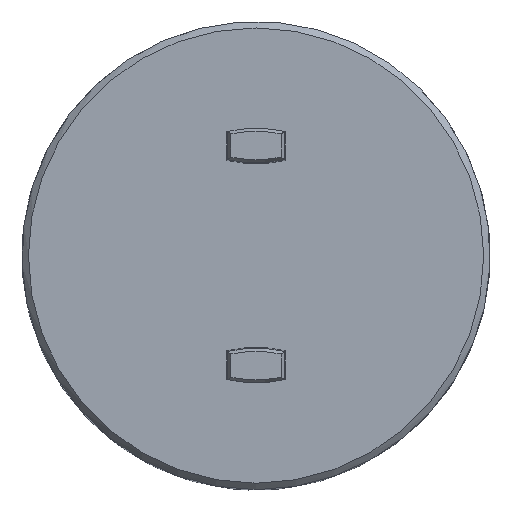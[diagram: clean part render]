
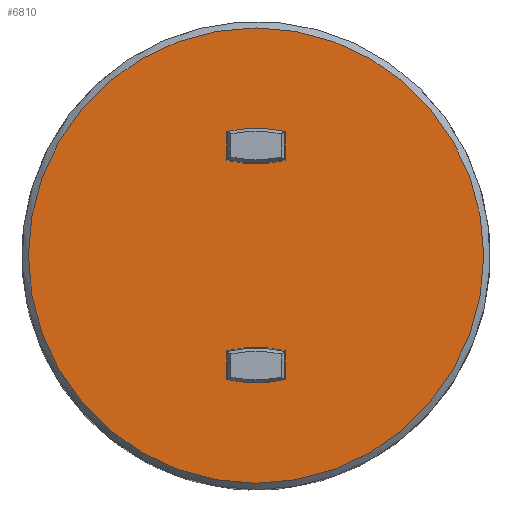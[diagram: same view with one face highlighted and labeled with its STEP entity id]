
A CAD part, top view. The second image highlights one B-rep face of the part: STEP entity #6810.
In plain terms, the highlighted planar face has unit normal (0, 0, 1).
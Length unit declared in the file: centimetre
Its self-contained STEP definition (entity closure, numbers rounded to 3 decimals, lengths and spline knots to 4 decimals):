
#71=LINE($,#9401,#995);
#72=LINE($,#9405,#996);
#73=LINE($,#9409,#997);
#74=LINE($,#9413,#998);
#995=VECTOR($,#7620,0.1119);
#996=VECTOR($,#7623,0.1119);
#997=VECTOR($,#7626,0.1119);
#998=VECTOR($,#7629,0.1119);
#1919=PLANE($,#7185);
#2260=FACE_BOUND($,#2661,.T.);
#2261=FACE_BOUND($,#2662,.T.);
#2262=FACE_BOUND($,#2663,.T.);
#2661=EDGE_LOOP($,(#4788,#4789,#4790,#4791));
#2662=EDGE_LOOP($,(#4792,#4793,#4794,#4795));
#2663=EDGE_LOOP($,(#4796));
#3060=CIRCLE($,#7184,0.885);
#3061=CIRCLE($,#7186,0.495);
#3062=CIRCLE($,#7187,0.4837);
#3063=CIRCLE($,#7188,0.4837);
#3064=CIRCLE($,#7189,0.495);
#3109=VERTEX_POINT($,#9396);
#3110=VERTEX_POINT($,#9399);
#3111=VERTEX_POINT($,#9400);
#3112=VERTEX_POINT($,#9402);
#3113=VERTEX_POINT($,#9404);
#3114=VERTEX_POINT($,#9407);
#3115=VERTEX_POINT($,#9408);
#3116=VERTEX_POINT($,#9410);
#3117=VERTEX_POINT($,#9412);
#3779=EDGE_CURVE($,#3109,#3109,#3060,.T.);
#3780=EDGE_CURVE($,#3110,#3111,#71,.T.);
#3781=EDGE_CURVE($,#3112,#3110,#3061,.T.);
#3782=EDGE_CURVE($,#3113,#3112,#72,.T.);
#3783=EDGE_CURVE($,#3111,#3113,#3062,.T.);
#3784=EDGE_CURVE($,#3114,#3115,#73,.T.);
#3785=EDGE_CURVE($,#3116,#3114,#3063,.T.);
#3786=EDGE_CURVE($,#3117,#3116,#74,.T.);
#3787=EDGE_CURVE($,#3115,#3117,#3064,.T.);
#4788=ORIENTED_EDGE($,*,*,#3780,.F.);
#4789=ORIENTED_EDGE($,*,*,#3781,.F.);
#4790=ORIENTED_EDGE($,*,*,#3782,.F.);
#4791=ORIENTED_EDGE($,*,*,#3783,.F.);
#4792=ORIENTED_EDGE($,*,*,#3784,.F.);
#4793=ORIENTED_EDGE($,*,*,#3785,.F.);
#4794=ORIENTED_EDGE($,*,*,#3786,.F.);
#4795=ORIENTED_EDGE($,*,*,#3787,.F.);
#4796=ORIENTED_EDGE($,*,*,#3779,.F.);
#6810=ADVANCED_FACE($,(#2260,#2261,#2262),#1919,.F.);
#7184=AXIS2_PLACEMENT_3D($,#9397,#7616,#7617);
#7185=AXIS2_PLACEMENT_3D($,#9398,#7618,#7619);
#7186=AXIS2_PLACEMENT_3D($,#9403,#7621,#7622);
#7187=AXIS2_PLACEMENT_3D($,#9406,#7624,#7625);
#7188=AXIS2_PLACEMENT_3D($,#9411,#7627,#7628);
#7189=AXIS2_PLACEMENT_3D($,#9414,#7630,#7631);
#7616=DIRECTION('center_axis',(0.,0.,
-1.));
#7617=DIRECTION('ref_axis',(0.,1.,0.));
#7618=DIRECTION('center_axis',(0.,0.,
-1.));
#7619=DIRECTION('ref_axis',(0.,-1.,0.));
#7620=DIRECTION($,(0.,1.,0.));
#7621=DIRECTION('center_axis',(0.,0.,
1.));
#7622=DIRECTION('ref_axis',(-0.253,-0.968,0.));
#7623=DIRECTION($,(0.,-1.,0.));
#7624=DIRECTION('center_axis',(0.,0.,
1.));
#7625=DIRECTION('ref_axis',(0.253,0.968,0.));
#7626=DIRECTION($,(0.,1.,0.));
#7627=DIRECTION('center_axis',(0.,0.,
1.));
#7628=DIRECTION('ref_axis',(-0.253,-0.968,0.));
#7629=DIRECTION($,(0.,-1.,0.));
#7630=DIRECTION('center_axis',(0.,0.,
1.));
#7631=DIRECTION('ref_axis',(0.253,0.968,0.));
#9396=CARTESIAN_POINT('',(0.,-0.885,-0.4282));
#9397=CARTESIAN_POINT('Origin',(0.,0.,
-0.4282));
#9398=CARTESIAN_POINT('Origin',(0.,0.,
-0.4282));
#9399=CARTESIAN_POINT('',(0.1137,-0.4818,-0.4282));
#9400=CARTESIAN_POINT('',(0.1137,-0.3699,-0.4282));
#9401=CARTESIAN_POINT($,(0.1137,-0.1805,-0.4282));
#9402=CARTESIAN_POINT('',(-0.1137,-0.4818,-0.4282));
#9403=CARTESIAN_POINT('Origin',(0.,0.,
-0.4282));
#9404=CARTESIAN_POINT('',(-0.1137,-0.3699,-0.4282));
#9405=CARTESIAN_POINT($,(-0.1137,-0.2395,-0.4282));
#9406=CARTESIAN_POINT('Origin',(0.,-0.84,
-0.4282));
#9407=CARTESIAN_POINT('',(0.1137,0.3699,-0.4282));
#9408=CARTESIAN_POINT('',(0.1137,0.4818,-0.4282));
#9409=CARTESIAN_POINT($,(0.1137,0.2395,-0.4282));
#9410=CARTESIAN_POINT('',(-0.1137,0.3699,-0.4282));
#9411=CARTESIAN_POINT('Origin',(0.,0.84,
-0.4282));
#9412=CARTESIAN_POINT('',(-0.1137,0.4818,-0.4282));
#9413=CARTESIAN_POINT($,(-0.1137,0.1805,-0.4282));
#9414=CARTESIAN_POINT('Origin',(0.,0.,
-0.4282));
